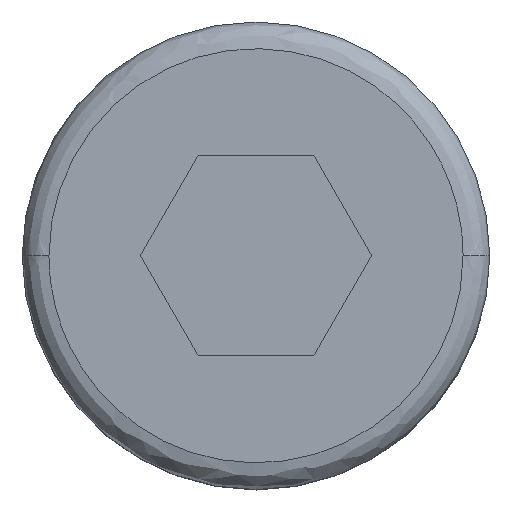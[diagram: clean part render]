
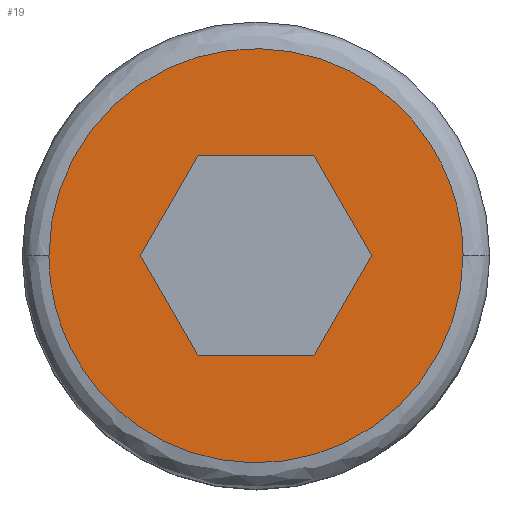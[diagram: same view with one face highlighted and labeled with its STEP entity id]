
A CAD part, top view. The second image highlights one B-rep face of the part: STEP entity #19.
In plain terms, the highlighted planar face has unit normal (0, 0, 1).
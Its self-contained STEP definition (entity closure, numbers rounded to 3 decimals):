
#19 = ADVANCED_FACE ( 'NONE', ( #440, #550 ), #119, .T. ) ;
#21 = EDGE_CURVE ( 'NONE', #262, #102, #58, .T. ) ;
#27 = DIRECTION ( 'NONE',  ( 0.5, -0.866, 0. ) ) ;
#35 = CARTESIAN_POINT ( 'NONE',  ( -3.1, 0., 4. ) ) ;
#45 = ORIENTED_EDGE ( 'NONE', *, *, #527, .T. ) ;
#53 = EDGE_CURVE ( 'NONE', #295, #498, #489, .T. ) ;
#58 = LINE ( 'NONE', #331, #66 ) ;
#63 = DIRECTION ( 'NONE',  ( 0., 0., 1. ) ) ;
#66 = VECTOR ( 'NONE', #221, 1000. ) ;
#75 = CARTESIAN_POINT ( 'NONE',  ( 0.866, 1.5, 4. ) ) ;
#82 = LINE ( 'NONE', #612, #176 ) ;
#91 = LINE ( 'NONE', #397, #670 ) ;
#94 = ORIENTED_EDGE ( 'NONE', *, *, #469, .T. ) ;
#96 = CARTESIAN_POINT ( 'NONE',  ( 3.1, 0., 4. ) ) ;
#102 = VERTEX_POINT ( 'NONE', #639 ) ;
#103 = CARTESIAN_POINT ( 'NONE',  ( 3.1, -6.2, 4. ) ) ;
#119 = PLANE ( 'NONE',  #625 ) ;
#129 = CARTESIAN_POINT ( 'NONE',  ( -3.1, 0., 4. ) ) ;
#135 = LINE ( 'NONE', #190, #572 ) ;
#150 = CARTESIAN_POINT ( 'NONE',  ( 3.1, 0., 4. ) ) ;
#156 = VERTEX_POINT ( 'NONE', #75 ) ;
#176 = VECTOR ( 'NONE', #248, 1000. ) ;
#183 = CARTESIAN_POINT ( 'NONE',  ( 0., -1.5, 4. ) ) ;
#190 = CARTESIAN_POINT ( 'NONE',  ( 0., 1.5, 4. ) ) ;
#203 = CARTESIAN_POINT ( 'NONE',  ( -3.1, 0., 4. ) ) ;
#215 = CARTESIAN_POINT ( 'NONE',  ( 3.1, 0., 4. ) ) ;
#216 =( BOUNDED_CURVE ( )  B_SPLINE_CURVE ( 3, ( #96, #103, #265, #203 ),
 .UNSPECIFIED., .F., .F. ) 
 B_SPLINE_CURVE_WITH_KNOTS ( ( 4, 4 ),
 ( 0., 0.5 ),
 .UNSPECIFIED. ) 
 CURVE ( )  GEOMETRIC_REPRESENTATION_ITEM ( )  RATIONAL_B_SPLINE_CURVE ( ( 1., 0.333, 0.333, 1. ) ) 
 REPRESENTATION_ITEM ( '' )  );
#221 = DIRECTION ( 'NONE',  ( -0.5, 0.866, 0. ) ) ;
#239 = DIRECTION ( 'NONE',  ( -1., 0., 0. ) ) ;
#247 = EDGE_CURVE ( 'NONE', #102, #316, #82, .T. ) ;
#248 = DIRECTION ( 'NONE',  ( 0.5, 0.866, 0. ) ) ;
#252 = VECTOR ( 'NONE', #278, 1000. ) ;
#262 = VERTEX_POINT ( 'NONE', #667 ) ;
#265 = CARTESIAN_POINT ( 'NONE',  ( -3.1, -6.2, 4. ) ) ;
#278 = DIRECTION ( 'NONE',  ( -0.5, -0.866, 0. ) ) ;
#286 = ORIENTED_EDGE ( 'NONE', *, *, #53, .T. ) ;
#295 = VERTEX_POINT ( 'NONE', #611 ) ;
#316 = VERTEX_POINT ( 'NONE', #513 ) ;
#323 = LINE ( 'NONE', #183, #409 ) ;
#330 = ORIENTED_EDGE ( 'NONE', *, *, #368, .F. ) ;
#331 = CARTESIAN_POINT ( 'NONE',  ( -1.299, -0.75, 4. ) ) ;
#337 = EDGE_LOOP ( 'NONE', ( #597, #472, #575, #94, #286, #45 ) ) ;
#368 = EDGE_CURVE ( 'NONE', #437, #534, #216, .T. ) ;
#383 = CARTESIAN_POINT ( 'NONE',  ( 1.299, -0.75, 4. ) ) ;
#397 = CARTESIAN_POINT ( 'NONE',  ( 1.299, 0.75, 4. ) ) ;
#409 = VECTOR ( 'NONE', #239, 1000. ) ;
#411 = EDGE_LOOP ( 'NONE', ( #330, #431 ) ) ;
#418 = CARTESIAN_POINT ( 'NONE',  ( 3.1, 6.2, 4. ) ) ;
#431 = ORIENTED_EDGE ( 'NONE', *, *, #648, .F. ) ;
#437 = VERTEX_POINT ( 'NONE', #215 ) ;
#439 = CARTESIAN_POINT ( 'NONE',  ( 1.55, 0., 4. ) ) ;
#440 = FACE_OUTER_BOUND ( 'NONE', #411, .T. ) ;
#454 =( BOUNDED_CURVE ( )  B_SPLINE_CURVE ( 3, ( #35, #614, #418, #150 ),
 .UNSPECIFIED., .F., .F. ) 
 B_SPLINE_CURVE_WITH_KNOTS ( ( 4, 4 ),
 ( 0.5, 1. ),
 .UNSPECIFIED. ) 
 CURVE ( )  GEOMETRIC_REPRESENTATION_ITEM ( )  RATIONAL_B_SPLINE_CURVE ( ( 1., 0.333, 0.333, 1. ) ) 
 REPRESENTATION_ITEM ( '' )  );
#469 = EDGE_CURVE ( 'NONE', #156, #295, #91, .T. ) ;
#472 = ORIENTED_EDGE ( 'NONE', *, *, #247, .T. ) ;
#489 = LINE ( 'NONE', #383, #252 ) ;
#498 = VERTEX_POINT ( 'NONE', #502 ) ;
#501 = DIRECTION ( 'NONE',  ( 1., 0., 0. ) ) ;
#502 = CARTESIAN_POINT ( 'NONE',  ( 0.866, -1.5, 4. ) ) ;
#513 = CARTESIAN_POINT ( 'NONE',  ( -0.866, 1.5, 4. ) ) ;
#527 = EDGE_CURVE ( 'NONE', #498, #262, #323, .T. ) ;
#534 = VERTEX_POINT ( 'NONE', #129 ) ;
#550 = FACE_BOUND ( 'NONE', #337, .T. ) ;
#572 = VECTOR ( 'NONE', #668, 1000. ) ;
#575 = ORIENTED_EDGE ( 'NONE', *, *, #660, .T. ) ;
#597 = ORIENTED_EDGE ( 'NONE', *, *, #21, .T. ) ;
#611 = CARTESIAN_POINT ( 'NONE',  ( 1.732, 0., 4. ) ) ;
#612 = CARTESIAN_POINT ( 'NONE',  ( -1.732, 0., 4. ) ) ;
#614 = CARTESIAN_POINT ( 'NONE',  ( -3.1, 6.2, 4. ) ) ;
#625 = AXIS2_PLACEMENT_3D ( 'NONE', #439, #63, #501 ) ;
#639 = CARTESIAN_POINT ( 'NONE',  ( -1.732, 0., 4. ) ) ;
#648 = EDGE_CURVE ( 'NONE', #534, #437, #454, .T. ) ;
#660 = EDGE_CURVE ( 'NONE', #316, #156, #135, .T. ) ;
#667 = CARTESIAN_POINT ( 'NONE',  ( -0.866, -1.5, 4. ) ) ;
#668 = DIRECTION ( 'NONE',  ( 1., 0., 0. ) ) ;
#670 = VECTOR ( 'NONE', #27, 1000. ) ;
